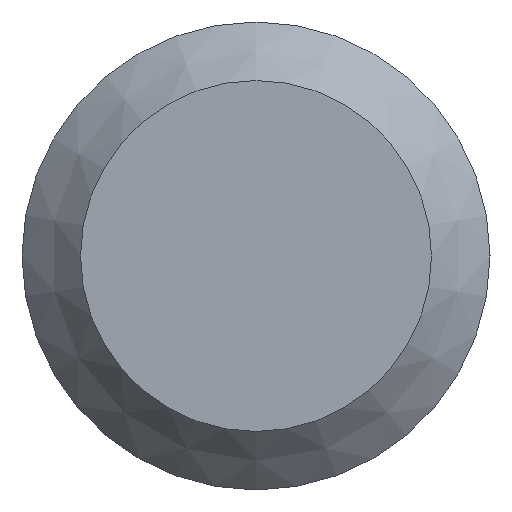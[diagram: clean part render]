
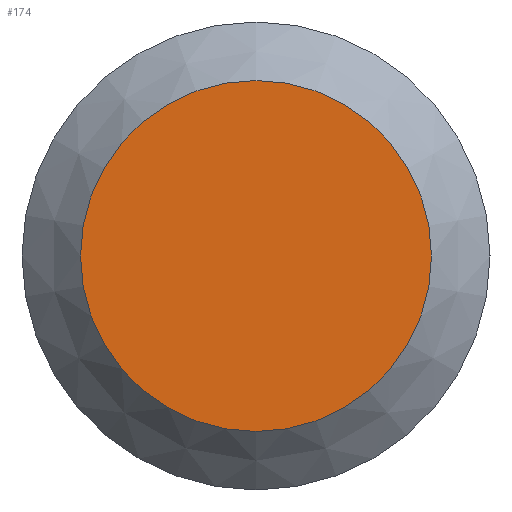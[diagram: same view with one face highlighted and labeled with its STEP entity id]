
A CAD part, left-side view. The second image highlights one B-rep face of the part: STEP entity #174.
In plain terms, the highlighted planar face has unit normal (-1, 0, 0).
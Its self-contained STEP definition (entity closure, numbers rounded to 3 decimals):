
#174=ADVANCED_FACE('',(#234),#236,.F.);
#234=FACE_BOUND('',#235,.T.);
#235=EDGE_LOOP('',(#270));
#236=PLANE('',#237);
#237=AXIS2_PLACEMENT_3D('',#238,#239,#240);
#238=CARTESIAN_POINT('',(-16.,0.,0.));
#239=DIRECTION('',(1.,0.,0.));
#240=DIRECTION('',(0.,0.,1.));
#270=ORIENTED_EDGE('',*,*,#282,.F.);
#282=EDGE_CURVE('',#297,#297,#298,.T.);
#297=VERTEX_POINT('',#334);
#298=CIRCLE('',#335,6.);
#334=CARTESIAN_POINT('',(-16.,0.,6.));
#335=AXIS2_PLACEMENT_3D('',#336,#337,#338);
#336=CARTESIAN_POINT('',(-16.,0.,0.));
#337=DIRECTION('',(1.,0.,0.));
#338=DIRECTION('',(0.,0.,1.));
